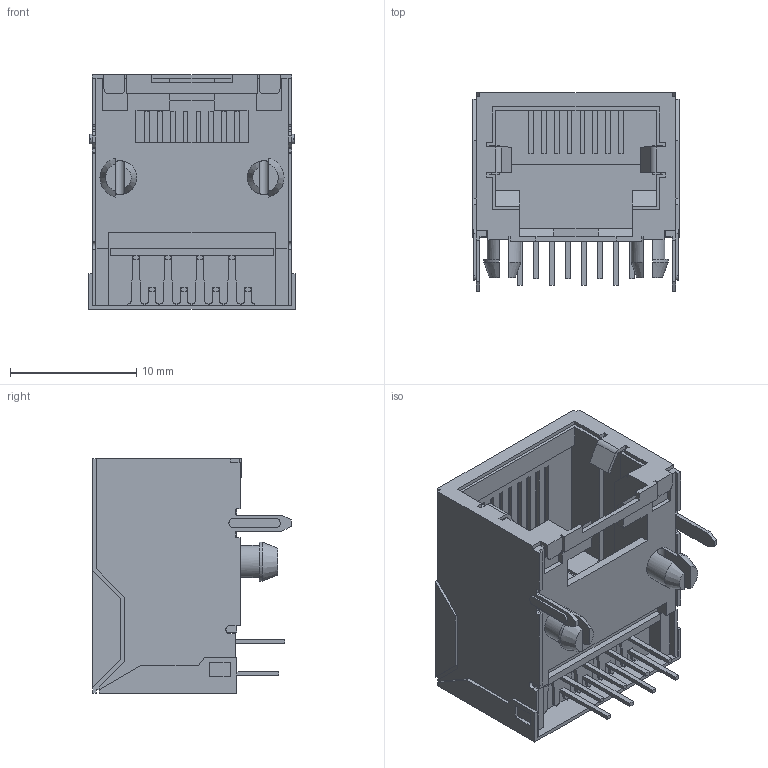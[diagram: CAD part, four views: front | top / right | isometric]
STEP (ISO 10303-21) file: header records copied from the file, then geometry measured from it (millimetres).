
FILE_DESCRIPTION((''),'2;1');
FILE_NAME('432028816','2015-07-16T',('me'),(''),'PRO/ENGINEER BY PARAMETRIC TECHNOLOGY CORPORATION, 2011490','PRO/ENGINEER BY PARAMETRIC TECHNOLOGY CORPORATION, 2011490','');
FILE_SCHEMA(('CONFIG_CONTROL_DESIGN'));
Length unit declared in the file: inch
Products named in the file (1): 432028816
Bounding box: 16.36 x 15.77 x 18.64 mm (x, y, z)
Volume: 1924.4 mm3; surface area: 2308.7 mm2
Topology: 1 solids, 1 shells, 453 faces, 1307 edges, 862 vertices
Faces by surface type: plane 398, cylinder 51, cone 4
Entity records: 14656 total; most frequent: CARTESIAN_POINT 2656, ORIENTED_EDGE 2562, DIRECTION 2331, EDGE_CURVE 1281, VECTOR 1161, LINE 1161, VERTEX_POINT 834, AXIS2_PLACEMENT_3D 585
